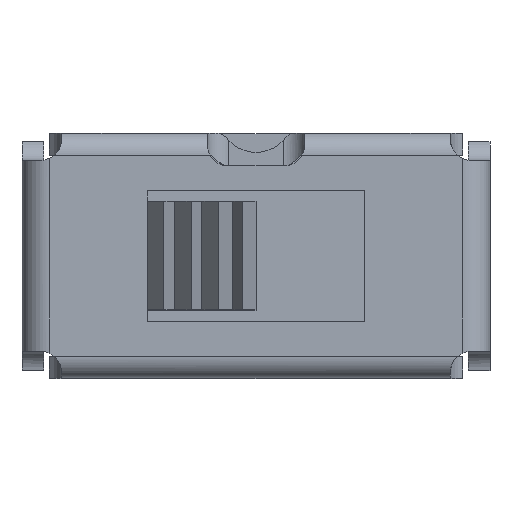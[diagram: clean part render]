
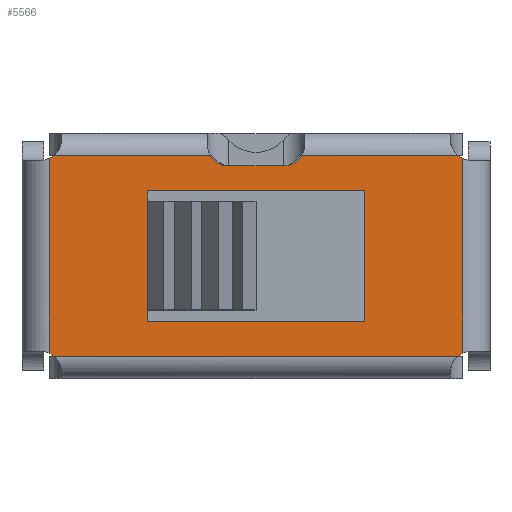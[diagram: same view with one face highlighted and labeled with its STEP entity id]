
A CAD part, top view. The second image highlights one B-rep face of the part: STEP entity #5566.
In plain terms, the highlighted planar face has unit normal (0, 0, 1).
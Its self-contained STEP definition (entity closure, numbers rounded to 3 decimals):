
#106=CIRCLE('',#5864,0.563);
#107=CIRCLE('',#5867,0.563);
#116=CIRCLE('',#5884,0.563);
#117=CIRCLE('',#5885,0.563);
#118=CIRCLE('',#5886,0.563);
#119=CIRCLE('',#5887,0.563);
#193=FACE_BOUND('',#533,.T.);
#242=FACE_OUTER_BOUND('',#532,.T.);
#532=EDGE_LOOP('',(#3807,#3808,#3809,#3810,#3811,#3812,#3813,#3814,#3815,
#3816,#3817,#3818));
#533=EDGE_LOOP('',(#3819,#3820,#3821,#3822,#3823,#3824));
#961=LINE('',#8010,#1636);
#995=LINE('',#8112,#1670);
#1003=LINE('',#8232,#1678);
#1004=LINE('',#8235,#1679);
#1006=LINE('',#8257,#1681);
#1007=LINE('',#8261,#1682);
#1008=LINE('',#8265,#1683);
#1009=LINE('',#8268,#1684);
#1010=LINE('',#8270,#1685);
#1011=LINE('',#8272,#1686);
#1012=LINE('',#8274,#1687);
#1013=LINE('',#8275,#1688);
#1636=VECTOR('',#6455,1.);
#1670=VECTOR('',#6523,1.);
#1678=VECTOR('',#6559,1.);
#1679=VECTOR('',#6562,1.);
#1681=VECTOR('',#6572,1.);
#1682=VECTOR('',#6575,1.);
#1683=VECTOR('',#6578,1.);
#1684=VECTOR('',#6581,1.);
#1685=VECTOR('',#6582,1.);
#1686=VECTOR('',#6583,1.);
#1687=VECTOR('',#6584,1.);
#1688=VECTOR('',#6585,1.);
#2271=VERTEX_POINT('',#7962);
#2281=VERTEX_POINT('',#8002);
#2323=VERTEX_POINT('',#8098);
#2324=VERTEX_POINT('',#8107);
#2325=VERTEX_POINT('',#8111);
#2326=VERTEX_POINT('',#8115);
#2343=VERTEX_POINT('',#8219);
#2344=VERTEX_POINT('',#8234);
#2347=VERTEX_POINT('',#8254);
#2348=VERTEX_POINT('',#8256);
#2349=VERTEX_POINT('',#8258);
#2350=VERTEX_POINT('',#8260);
#2351=VERTEX_POINT('',#8262);
#2352=VERTEX_POINT('',#8264);
#2353=VERTEX_POINT('',#8267);
#2354=VERTEX_POINT('',#8269);
#2355=VERTEX_POINT('',#8271);
#2356=VERTEX_POINT('',#8273);
#2833=EDGE_CURVE('',#2271,#2281,#961,.T.);
#2878=EDGE_CURVE('',#2324,#2323,#106,.T.);
#2880=EDGE_CURVE('',#2324,#2325,#995,.T.);
#2882=EDGE_CURVE('',#2326,#2325,#107,.T.);
#2906=EDGE_CURVE('',#2323,#2343,#1003,.T.);
#2907=EDGE_CURVE('',#2344,#2326,#1004,.T.);
#2912=EDGE_CURVE('',#2343,#2347,#116,.T.);
#2913=EDGE_CURVE('',#2347,#2348,#1006,.T.);
#2914=EDGE_CURVE('',#2348,#2349,#117,.T.);
#2915=EDGE_CURVE('',#2349,#2350,#1007,.T.);
#2916=EDGE_CURVE('',#2350,#2351,#118,.T.);
#2917=EDGE_CURVE('',#2352,#2351,#1008,.T.);
#2918=EDGE_CURVE('',#2352,#2344,#119,.T.);
#2919=EDGE_CURVE('',#2281,#2353,#1009,.T.);
#2920=EDGE_CURVE('',#2354,#2271,#1010,.T.);
#2921=EDGE_CURVE('',#2355,#2354,#1011,.T.);
#2922=EDGE_CURVE('',#2356,#2355,#1012,.T.);
#2923=EDGE_CURVE('',#2353,#2356,#1013,.T.);
#3807=ORIENTED_EDGE('',*,*,#2880,.F.);
#3808=ORIENTED_EDGE('',*,*,#2878,.T.);
#3809=ORIENTED_EDGE('',*,*,#2906,.T.);
#3810=ORIENTED_EDGE('',*,*,#2912,.T.);
#3811=ORIENTED_EDGE('',*,*,#2913,.T.);
#3812=ORIENTED_EDGE('',*,*,#2914,.T.);
#3813=ORIENTED_EDGE('',*,*,#2915,.T.);
#3814=ORIENTED_EDGE('',*,*,#2916,.T.);
#3815=ORIENTED_EDGE('',*,*,#2917,.F.);
#3816=ORIENTED_EDGE('',*,*,#2918,.T.);
#3817=ORIENTED_EDGE('',*,*,#2907,.T.);
#3818=ORIENTED_EDGE('',*,*,#2882,.T.);
#3819=ORIENTED_EDGE('',*,*,#2919,.F.);
#3820=ORIENTED_EDGE('',*,*,#2833,.F.);
#3821=ORIENTED_EDGE('',*,*,#2920,.F.);
#3822=ORIENTED_EDGE('',*,*,#2921,.F.);
#3823=ORIENTED_EDGE('',*,*,#2922,.F.);
#3824=ORIENTED_EDGE('',*,*,#2923,.F.);
#5047=PLANE('',#5883);
#5566=ADVANCED_FACE('',(#242,#193),#5047,.T.);
#5864=AXIS2_PLACEMENT_3D('',#8108,#6518,#6519);
#5867=AXIS2_PLACEMENT_3D('',#8116,#6527,#6528);
#5883=AXIS2_PLACEMENT_3D('',#8253,#6568,#6569);
#5884=AXIS2_PLACEMENT_3D('',#8255,#6570,#6571);
#5885=AXIS2_PLACEMENT_3D('',#8259,#6573,#6574);
#5886=AXIS2_PLACEMENT_3D('',#8263,#6576,#6577);
#5887=AXIS2_PLACEMENT_3D('',#8266,#6579,#6580);
#6455=DIRECTION('',(0.,-1.,0.));
#6518=DIRECTION('center_axis',(0.,0.,-1.));
#6519=DIRECTION('ref_axis',(0.,-1.,0.));
#6523=DIRECTION('',(1.,0.,0.));
#6527=DIRECTION('center_axis',(0.,0.,-1.));
#6528=DIRECTION('ref_axis',(0.866,-0.5,0.));
#6559=DIRECTION('',(-1.,0.,0.));
#6562=DIRECTION('',(-1.,0.,0.));
#6568=DIRECTION('center_axis',(0.,0.,1.));
#6569=DIRECTION('ref_axis',(1.,0.,0.));
#6570=DIRECTION('center_axis',(0.,0.,-1.));
#6571=DIRECTION('ref_axis',(0.661,-0.75,0.));
#6572=DIRECTION('',(0.,-1.,0.));
#6573=DIRECTION('center_axis',(0.,0.,-1.));
#6574=DIRECTION('ref_axis',(0.429,0.904,0.));
#6575=DIRECTION('',(1.,0.,0.));
#6576=DIRECTION('center_axis',(0.,0.,-1.));
#6577=DIRECTION('ref_axis',(-0.661,0.75,0.));
#6578=DIRECTION('',(0.,-1.,0.));
#6579=DIRECTION('center_axis',(0.,0.,-1.));
#6580=DIRECTION('ref_axis',(-0.429,-0.904,0.));
#6581=DIRECTION('',(0.,-1.,0.));
#6582=DIRECTION('',(0.,-1.,0.));
#6583=DIRECTION('',(-1.,0.,0.));
#6584=DIRECTION('',(0.,1.,0.));
#6585=DIRECTION('',(1.,0.,0.));
#7962=CARTESIAN_POINT('',(-2.814,1.407,7.092));
#8002=CARTESIAN_POINT('',(-2.814,-1.407,7.092));
#8010=CARTESIAN_POINT('',(-2.814,1.407,7.092));
#8098=CARTESIAN_POINT('',(-1.191,2.602,7.092));
#8107=CARTESIAN_POINT('',(-0.703,2.321,7.092));
#8108=CARTESIAN_POINT('Origin',(-0.703,2.884,7.092));
#8111=CARTESIAN_POINT('',(0.703,2.321,7.092));
#8112=CARTESIAN_POINT('',(-0.703,2.321,7.092));
#8115=CARTESIAN_POINT('',(1.191,2.602,7.092));
#8116=CARTESIAN_POINT('Origin',(0.703,2.884,7.092));
#8219=CARTESIAN_POINT('',(-5.212,2.602,7.092));
#8232=CARTESIAN_POINT('',(-1.191,2.602,7.092));
#8234=CARTESIAN_POINT('',(5.212,2.602,7.092));
#8235=CARTESIAN_POINT('',(5.212,2.602,7.092));
#8253=CARTESIAN_POINT('Origin',(0.,2.602,7.092));
#8254=CARTESIAN_POINT('',(-5.344,2.516,7.092));
#8255=CARTESIAN_POINT('Origin',(-5.585,3.024,7.092));
#8256=CARTESIAN_POINT('',(-5.344,-2.516,7.092));
#8257=CARTESIAN_POINT('',(-5.344,2.516,7.092));
#8258=CARTESIAN_POINT('',(-5.212,-2.603,7.092));
#8259=CARTESIAN_POINT('Origin',(-5.585,-3.025,7.092));
#8260=CARTESIAN_POINT('',(5.212,-2.603,7.092));
#8261=CARTESIAN_POINT('',(-5.212,-2.603,7.092));
#8262=CARTESIAN_POINT('',(5.344,-2.516,7.092));
#8263=CARTESIAN_POINT('Origin',(5.585,-3.025,7.092));
#8264=CARTESIAN_POINT('',(5.344,2.516,7.092));
#8265=CARTESIAN_POINT('',(5.344,2.516,7.092));
#8266=CARTESIAN_POINT('Origin',(5.585,3.024,7.092));
#8267=CARTESIAN_POINT('',(-2.814,-1.688,7.092));
#8268=CARTESIAN_POINT('',(-2.814,-1.407,7.092));
#8269=CARTESIAN_POINT('',(-2.814,1.688,7.092));
#8270=CARTESIAN_POINT('',(-2.814,1.688,7.092));
#8271=CARTESIAN_POINT('',(2.814,1.688,7.092));
#8272=CARTESIAN_POINT('',(2.814,1.688,7.092));
#8273=CARTESIAN_POINT('',(2.814,-1.688,7.092));
#8274=CARTESIAN_POINT('',(2.814,-1.688,7.092));
#8275=CARTESIAN_POINT('',(-2.814,-1.688,7.092));
